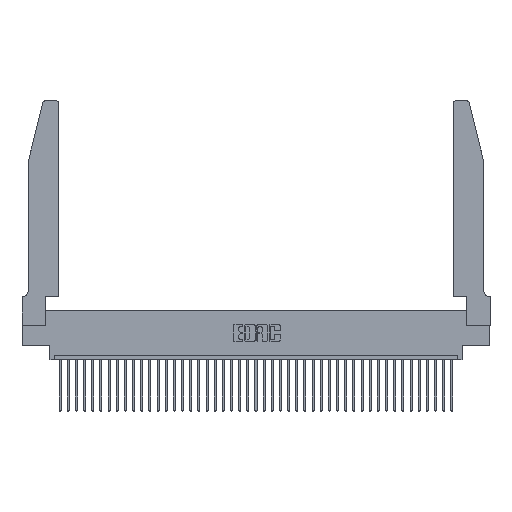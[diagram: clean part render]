
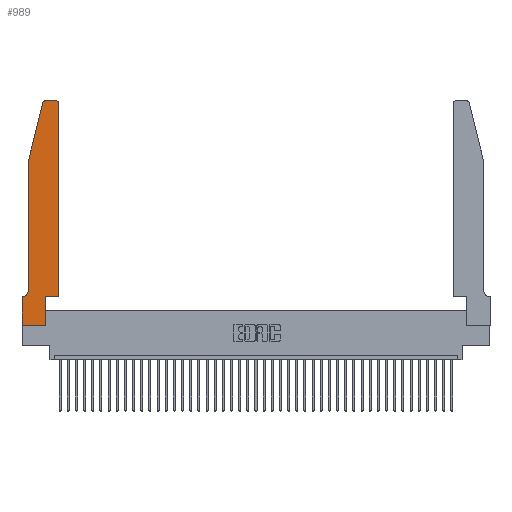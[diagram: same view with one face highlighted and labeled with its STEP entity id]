
A CAD part, top view. The second image highlights one B-rep face of the part: STEP entity #989.
In plain terms, the highlighted planar face has unit normal (0, 0, 1).
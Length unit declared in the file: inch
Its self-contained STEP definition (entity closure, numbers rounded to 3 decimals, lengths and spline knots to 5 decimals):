
#661 = CARTESIAN_POINT ( 'NONE',  ( 0.0755, 0.35, 0.37 ) ) ;
#780 = ORIENTED_EDGE ( 'NONE', *, *, #2588, .T. ) ;
#870 = VERTEX_POINT ( 'NONE', #37171 ) ;
#989 = ADVANCED_FACE ( 'NONE', ( #20536 ), #6887, .T. ) ;
#1267 = LINE ( 'NONE', #38641, #6276 ) ;
#1402 = AXIS2_PLACEMENT_3D ( 'NONE', #5903, #5632, #27691 ) ;
#1536 = DIRECTION ( 'NONE',  ( 0., -1., 0. ) ) ;
#1650 = CARTESIAN_POINT ( 'NONE',  ( 0.0755, 2., 0.37 ) ) ;
#1853 = CARTESIAN_POINT ( 'NONE',  ( 0.4505, 0.35, 0.37 ) ) ;
#2588 = EDGE_CURVE ( 'NONE', #8923, #31846, #38186, .T. ) ;
#2962 = ORIENTED_EDGE ( 'NONE', *, *, #32156, .T. ) ;
#4506 = EDGE_CURVE ( 'NONE', #18648, #32492, #40528, .T. ) ;
#4633 = VERTEX_POINT ( 'NONE', #4706 ) ;
#4706 = CARTESIAN_POINT ( 'NONE',  ( 0.0755, 0.42, 0.37 ) ) ;
#5233 = VERTEX_POINT ( 'NONE', #13194 ) ;
#5311 = ORIENTED_EDGE ( 'NONE', *, *, #10799, .T. ) ;
#5525 = EDGE_CURVE ( 'NONE', #4633, #14975, #7392, .T. ) ;
#5632 = DIRECTION ( 'NONE',  ( 0., 0., 1. ) ) ;
#5903 = CARTESIAN_POINT ( 'NONE',  ( 0.284, 2.72, 0.37 ) ) ;
#6276 = VECTOR ( 'NONE', #1536, 39.37008 ) ;
#6887 = PLANE ( 'NONE',  #38508 ) ;
#7392 = CIRCLE ( 'NONE', #32045, 0.07 ) ;
#7736 = LINE ( 'NONE', #1853, #16083 ) ;
#7752 = CARTESIAN_POINT ( 'NONE',  ( 0.4505, 2.72, 0.37 ) ) ;
#8540 = VECTOR ( 'NONE', #29086, 39.37008 ) ;
#8625 = VERTEX_POINT ( 'NONE', #39616 ) ;
#8860 = CARTESIAN_POINT ( 'NONE',  ( 0.4205, 2.75, 0.37 ) ) ;
#8923 = VERTEX_POINT ( 'NONE', #7752 ) ;
#9273 = CIRCLE ( 'NONE', #1402, 0.03 ) ;
#10046 = DIRECTION ( 'NONE',  ( -1., 0., 0. ) ) ;
#10453 = CARTESIAN_POINT ( 'NONE',  ( 0., 0.35, 0.37 ) ) ;
#10799 = EDGE_CURVE ( 'NONE', #31846, #33649, #12337, .T. ) ;
#11245 = DIRECTION ( 'NONE',  ( 0., 0., -1. ) ) ;
#11916 = DIRECTION ( 'NONE',  ( 0., 0., 1. ) ) ;
#12153 = DIRECTION ( 'NONE',  ( 1., 0., 0. ) ) ;
#12337 = LINE ( 'NONE', #32516, #31134 ) ;
#12349 = CARTESIAN_POINT ( 'NONE',  ( 0.2865, 0.35, 0.37 ) ) ;
#13034 = CARTESIAN_POINT ( 'NONE',  ( 0.4505, 0.35, 0.37 ) ) ;
#13194 = CARTESIAN_POINT ( 'NONE',  ( 0.0755, 2., 0.37 ) ) ;
#13286 = EDGE_CURVE ( 'NONE', #37077, #870, #1267, .T. ) ;
#13607 = DIRECTION ( 'NONE',  ( -1., 0., 0. ) ) ;
#14552 = DIRECTION ( 'NONE',  ( 1., 0., 0. ) ) ;
#14975 = VERTEX_POINT ( 'NONE', #23466 ) ;
#16083 = VECTOR ( 'NONE', #14552, 39.37008 ) ;
#16888 = DIRECTION ( 'NONE',  ( 1., 0., 0. ) ) ;
#17688 = DIRECTION ( 'NONE',  ( 0., -1., 0. ) ) ;
#18098 = EDGE_CURVE ( 'NONE', #33649, #18500, #9273, .T. ) ;
#18500 = VERTEX_POINT ( 'NONE', #35625 ) ;
#18648 = VERTEX_POINT ( 'NONE', #38490 ) ;
#18944 = CARTESIAN_POINT ( 'NONE',  ( 0.4205, 2.72, 0.37 ) ) ;
#19903 = LINE ( 'NONE', #27538, #20924 ) ;
#19975 = VECTOR ( 'NONE', #10046, 39.37008 ) ;
#20064 = DIRECTION ( 'NONE',  ( 0., 1., 0. ) ) ;
#20290 = CARTESIAN_POINT ( 'NONE',  ( 0., 0., 0.37 ) ) ;
#20470 = LINE ( 'NONE', #661, #19975 ) ;
#20536 = FACE_OUTER_BOUND ( 'NONE', #24359, .T. ) ;
#20747 = EDGE_CURVE ( 'NONE', #870, #18648, #21854, .T. ) ;
#20924 = VECTOR ( 'NONE', #17688, 39.37008 ) ;
#21510 = CARTESIAN_POINT ( 'NONE',  ( 0., 0.35, 0.37 ) ) ;
#21854 = LINE ( 'NONE', #20290, #8540 ) ;
#23466 = CARTESIAN_POINT ( 'NONE',  ( 0.0055, 0.35, 0.37 ) ) ;
#24359 = EDGE_LOOP ( 'NONE', ( #5311, #30973, #32794, #28711, #26778, #36664, #30835, #27864, #29620, #33047, #2962, #780 ) ) ;
#24670 = EDGE_CURVE ( 'NONE', #32492, #8625, #7736, .T. ) ;
#24842 = VECTOR ( 'NONE', #37133, 39.37008 ) ;
#26189 = VECTOR ( 'NONE', #20064, 39.37008 ) ;
#26778 = ORIENTED_EDGE ( 'NONE', *, *, #5525, .T. ) ;
#27139 = CARTESIAN_POINT ( 'NONE',  ( 0.0055, 0.42, 0.37 ) ) ;
#27426 = DIRECTION ( 'NONE',  ( -1., 0., 0. ) ) ;
#27538 = CARTESIAN_POINT ( 'NONE',  ( 0.0755, 2., 0.37 ) ) ;
#27691 = DIRECTION ( 'NONE',  ( 1., 0., 0. ) ) ;
#27864 = ORIENTED_EDGE ( 'NONE', *, *, #20747, .T. ) ;
#28711 = ORIENTED_EDGE ( 'NONE', *, *, #31181, .T. ) ;
#29086 = DIRECTION ( 'NONE',  ( 1., 0., 0. ) ) ;
#29216 = LINE ( 'NONE', #1650, #24842 ) ;
#29620 = ORIENTED_EDGE ( 'NONE', *, *, #4506, .T. ) ;
#30201 = VECTOR ( 'NONE', #34994, 39.37008 ) ;
#30835 = ORIENTED_EDGE ( 'NONE', *, *, #13286, .T. ) ;
#30973 = ORIENTED_EDGE ( 'NONE', *, *, #18098, .T. ) ;
#31134 = VECTOR ( 'NONE', #13607, 39.37008 ) ;
#31181 = EDGE_CURVE ( 'NONE', #5233, #4633, #19903, .T. ) ;
#31220 = LINE ( 'NONE', #13034, #30201 ) ;
#31750 = EDGE_CURVE ( 'NONE', #18500, #5233, #29216, .T. ) ;
#31846 = VERTEX_POINT ( 'NONE', #8860 ) ;
#32045 = AXIS2_PLACEMENT_3D ( 'NONE', #27139, #11245, #27426 ) ;
#32156 = EDGE_CURVE ( 'NONE', #8625, #8923, #31220, .T. ) ;
#32492 = VERTEX_POINT ( 'NONE', #12349 ) ;
#32516 = CARTESIAN_POINT ( 'NONE',  ( 0.2605, 2.75, 0.37 ) ) ;
#32794 = ORIENTED_EDGE ( 'NONE', *, *, #31750, .T. ) ;
#33047 = ORIENTED_EDGE ( 'NONE', *, *, #24670, .T. ) ;
#33649 = VERTEX_POINT ( 'NONE', #33958 ) ;
#33958 = CARTESIAN_POINT ( 'NONE',  ( 0.284, 2.75, 0.37 ) ) ;
#34994 = DIRECTION ( 'NONE',  ( 0., 1., 0. ) ) ;
#35625 = CARTESIAN_POINT ( 'NONE',  ( 0.25487, 2.72718, 0.37 ) ) ;
#36182 = AXIS2_PLACEMENT_3D ( 'NONE', #18944, #11916, #16888 ) ;
#36229 = EDGE_CURVE ( 'NONE', #14975, #37077, #20470, .T. ) ;
#36664 = ORIENTED_EDGE ( 'NONE', *, *, #36229, .T. ) ;
#36773 = DIRECTION ( 'NONE',  ( 0., 0., 1. ) ) ;
#37077 = VERTEX_POINT ( 'NONE', #10453 ) ;
#37133 = DIRECTION ( 'NONE',  ( -0.239, -0.971, 0. ) ) ;
#37171 = CARTESIAN_POINT ( 'NONE',  ( 0., 0., 0.37 ) ) ;
#38186 = CIRCLE ( 'NONE', #36182, 0.03 ) ;
#38490 = CARTESIAN_POINT ( 'NONE',  ( 0.2865, 0., 0.37 ) ) ;
#38508 = AXIS2_PLACEMENT_3D ( 'NONE', #21510, #36773, #12153 ) ;
#38641 = CARTESIAN_POINT ( 'NONE',  ( 0., 0., 0.37 ) ) ;
#38800 = CARTESIAN_POINT ( 'NONE',  ( 0.2865, 0.35, 0.37 ) ) ;
#39616 = CARTESIAN_POINT ( 'NONE',  ( 0.4505, 0.35, 0.37 ) ) ;
#40528 = LINE ( 'NONE', #38800, #26189 ) ;
